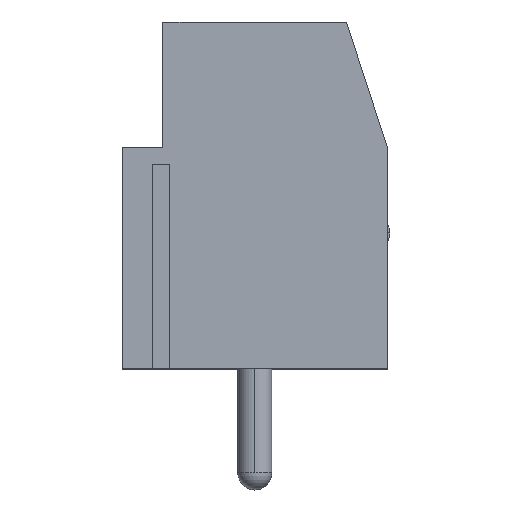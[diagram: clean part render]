
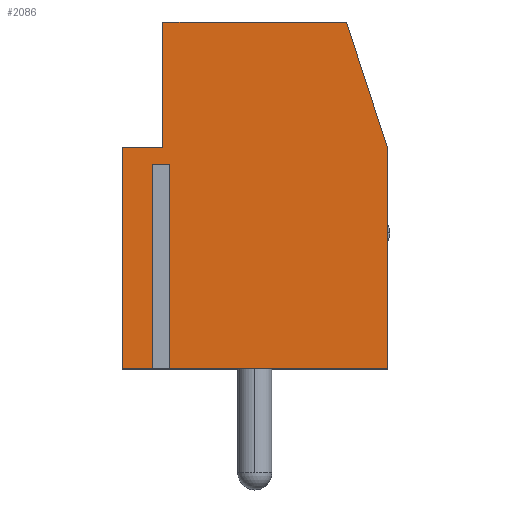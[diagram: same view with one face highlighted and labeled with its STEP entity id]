
A CAD part, top view. The second image highlights one B-rep face of the part: STEP entity #2086.
In plain terms, the highlighted planar face has unit normal (0, 0, 1).
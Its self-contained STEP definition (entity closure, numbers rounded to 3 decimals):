
#18 = DIRECTION ( 'NONE',  ( -1., 0., 0. ) ) ;
#26 = CARTESIAN_POINT ( 'NONE',  ( -3.9, 0., 0. ) ) ;
#156 = EDGE_CURVE ( 'NONE', #6065, #2706, #3487, .T. ) ;
#177 = VERTEX_POINT ( 'NONE', #4456 ) ;
#206 = CARTESIAN_POINT ( 'NONE',  ( -2.7, 0., 0. ) ) ;
#419 = EDGE_CURVE ( 'NONE', #2420, #3207, #2883, .T. ) ;
#507 = CARTESIAN_POINT ( 'NONE',  ( 0., 5.1, 0. ) ) ;
#531 = VECTOR ( 'NONE', #1857, 1000. ) ;
#537 = ORIENTED_EDGE ( 'NONE', *, *, #899, .T. ) ;
#702 = ORIENTED_EDGE ( 'NONE', *, *, #4734, .F. ) ;
#712 = CARTESIAN_POINT ( 'NONE',  ( -3.9, 1.4, 0. ) ) ;
#718 = CARTESIAN_POINT ( 'NONE',  ( 0., -5.1, 0. ) ) ;
#763 = EDGE_CURVE ( 'NONE', #5082, #5687, #5506, .T. ) ;
#832 = DIRECTION ( 'NONE',  ( 1., 0., 0. ) ) ;
#899 = EDGE_CURVE ( 'NONE', #5082, #2706, #4312, .T. ) ;
#1094 = AXIS2_PLACEMENT_3D ( 'NONE', #3550, #5431, #4944 ) ;
#1102 = DIRECTION ( 'NONE',  ( 1., 0., 0. ) ) ;
#1129 = DIRECTION ( 'NONE',  ( 0., 1., 0. ) ) ;
#1163 = VERTEX_POINT ( 'NONE', #4355 ) ;
#1204 = VECTOR ( 'NONE', #5620, 1000. ) ;
#1205 = DIRECTION ( 'NONE',  ( 0., 1., 0. ) ) ;
#1283 = VECTOR ( 'NONE', #5839, 1000. ) ;
#1411 = CARTESIAN_POINT ( 'NONE',  ( 0., 1.4, 0. ) ) ;
#1430 = LINE ( 'NONE', #507, #1767 ) ;
#1450 = EDGE_CURVE ( 'NONE', #177, #3373, #5888, .T. ) ;
#1457 = EDGE_CURVE ( 'NONE', #3207, #177, #4909, .T. ) ;
#1543 = EDGE_CURVE ( 'NONE', #6065, #3924, #2697, .T. ) ;
#1664 = CARTESIAN_POINT ( 'NONE',  ( -2.89, -9.1, 0. ) ) ;
#1681 = EDGE_CURVE ( 'NONE', #2016, #2420, #4215, .T. ) ;
#1767 = VECTOR ( 'NONE', #2411, 1000. ) ;
#1779 = CARTESIAN_POINT ( 'NONE',  ( -2.89, 0.9, 0. ) ) ;
#1840 = ORIENTED_EDGE ( 'NONE', *, *, #156, .F. ) ;
#1857 = DIRECTION ( 'NONE',  ( -1., 0., 0. ) ) ;
#1875 = ORIENTED_EDGE ( 'NONE', *, *, #419, .T. ) ;
#1909 = CARTESIAN_POINT ( 'NONE',  ( -2.61, -5.1, 0. ) ) ;
#2016 = VERTEX_POINT ( 'NONE', #4332 ) ;
#2037 = FACE_OUTER_BOUND ( 'NONE', #5257, .T. ) ;
#2086 = ADVANCED_FACE ( 'NONE', ( #2037 ), #5831, .T. ) ;
#2245 = CARTESIAN_POINT ( 'NONE',  ( 0., -5.1, 0. ) ) ;
#2254 = CARTESIAN_POINT ( 'NONE',  ( 3.9, -5.1, 0. ) ) ;
#2350 = LINE ( 'NONE', #4241, #5315 ) ;
#2411 = DIRECTION ( 'NONE',  ( 1., 0., 0. ) ) ;
#2420 = VERTEX_POINT ( 'NONE', #712 ) ;
#2515 = ORIENTED_EDGE ( 'NONE', *, *, #6079, .F. ) ;
#2537 = LINE ( 'NONE', #206, #1283 ) ;
#2697 = LINE ( 'NONE', #4582, #2871 ) ;
#2706 = VERTEX_POINT ( 'NONE', #2254 ) ;
#2871 = VECTOR ( 'NONE', #3110, 1000. ) ;
#2883 = LINE ( 'NONE', #26, #1204 ) ;
#2954 = ORIENTED_EDGE ( 'NONE', *, *, #1450, .T. ) ;
#2962 = VECTOR ( 'NONE', #5798, 1000. ) ;
#2984 = CARTESIAN_POINT ( 'NONE',  ( 2.7, 5.1, 0. ) ) ;
#3110 = DIRECTION ( 'NONE',  ( -0.309, 0.951, 0. ) ) ;
#3207 = VERTEX_POINT ( 'NONE', #4921 ) ;
#3282 = EDGE_CURVE ( 'NONE', #1163, #2016, #2537, .T. ) ;
#3373 = VERTEX_POINT ( 'NONE', #1779 ) ;
#3487 = LINE ( 'NONE', #4017, #2962 ) ;
#3550 = CARTESIAN_POINT ( 'NONE',  ( 0., 0., 0. ) ) ;
#3638 = ORIENTED_EDGE ( 'NONE', *, *, #1681, .T. ) ;
#3831 = CARTESIAN_POINT ( 'NONE',  ( -2.61, 0.9, 0. ) ) ;
#3924 = VERTEX_POINT ( 'NONE', #2984 ) ;
#3928 = ORIENTED_EDGE ( 'NONE', *, *, #3282, .T. ) ;
#4017 = CARTESIAN_POINT ( 'NONE',  ( 3.9, 0., 0. ) ) ;
#4062 = VECTOR ( 'NONE', #1205, 1000. ) ;
#4215 = LINE ( 'NONE', #1411, #531 ) ;
#4241 = CARTESIAN_POINT ( 'NONE',  ( -3., 0.9, 0. ) ) ;
#4312 = LINE ( 'NONE', #2245, #4853 ) ;
#4332 = CARTESIAN_POINT ( 'NONE',  ( -2.7, 1.4, 0. ) ) ;
#4355 = CARTESIAN_POINT ( 'NONE',  ( -2.7, 5.1, 0. ) ) ;
#4444 = VECTOR ( 'NONE', #1129, 1000. ) ;
#4456 = CARTESIAN_POINT ( 'NONE',  ( -2.89, -5.1, 0. ) ) ;
#4530 = CARTESIAN_POINT ( 'NONE',  ( -2.61, -9.1, 0. ) ) ;
#4582 = CARTESIAN_POINT ( 'NONE',  ( 3.94, 1.278, 0. ) ) ;
#4734 = EDGE_CURVE ( 'NONE', #5687, #3373, #2350, .T. ) ;
#4758 = CARTESIAN_POINT ( 'NONE',  ( 3.9, 1.4, 0. ) ) ;
#4853 = VECTOR ( 'NONE', #832, 1000. ) ;
#4909 = LINE ( 'NONE', #718, #5812 ) ;
#4921 = CARTESIAN_POINT ( 'NONE',  ( -3.9, -5.1, 0. ) ) ;
#4944 = DIRECTION ( 'NONE',  ( 1., 0., 0. ) ) ;
#5082 = VERTEX_POINT ( 'NONE', #1909 ) ;
#5111 = ORIENTED_EDGE ( 'NONE', *, *, #763, .F. ) ;
#5257 = EDGE_LOOP ( 'NONE', ( #5325, #2954, #702, #5111, #537, #1840, #6082, #2515, #3928, #3638, #1875 ) ) ;
#5315 = VECTOR ( 'NONE', #18, 1000. ) ;
#5325 = ORIENTED_EDGE ( 'NONE', *, *, #1457, .T. ) ;
#5431 = DIRECTION ( 'NONE',  ( 0., 0., 1. ) ) ;
#5506 = LINE ( 'NONE', #4530, #4062 ) ;
#5620 = DIRECTION ( 'NONE',  ( 0., -1., 0. ) ) ;
#5687 = VERTEX_POINT ( 'NONE', #3831 ) ;
#5798 = DIRECTION ( 'NONE',  ( 0., -1., 0. ) ) ;
#5812 = VECTOR ( 'NONE', #1102, 1000. ) ;
#5831 = PLANE ( 'NONE',  #1094 ) ;
#5839 = DIRECTION ( 'NONE',  ( 0., -1., 0. ) ) ;
#5888 = LINE ( 'NONE', #1664, #4444 ) ;
#6065 = VERTEX_POINT ( 'NONE', #4758 ) ;
#6079 = EDGE_CURVE ( 'NONE', #1163, #3924, #1430, .T. ) ;
#6082 = ORIENTED_EDGE ( 'NONE', *, *, #1543, .T. ) ;
